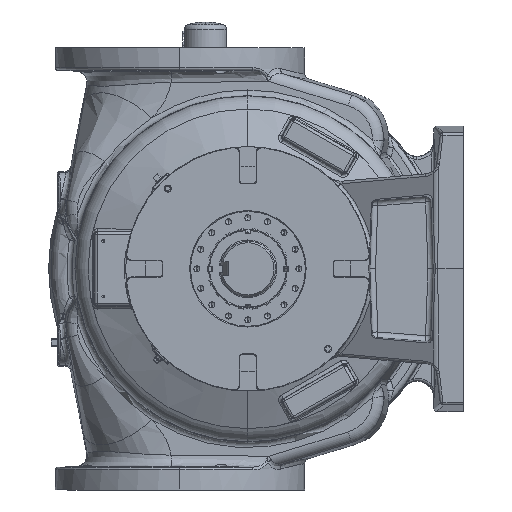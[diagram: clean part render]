
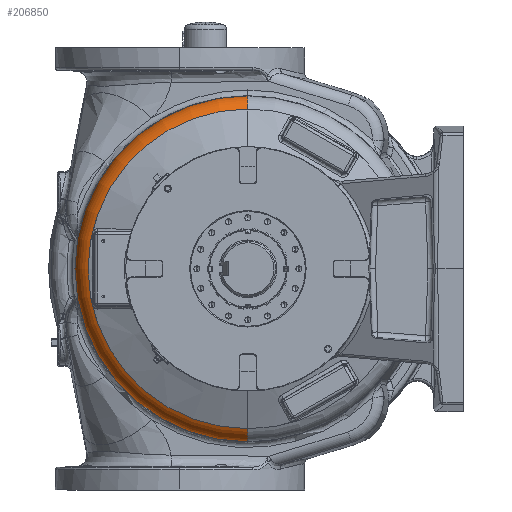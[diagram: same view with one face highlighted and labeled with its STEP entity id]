
A CAD part, left-side view. The second image highlights one B-rep face of the part: STEP entity #206850.
In plain terms, the highlighted toroidal (fillet/blend) face has major radius 168.275 mm and minor radius 25.4 mm.
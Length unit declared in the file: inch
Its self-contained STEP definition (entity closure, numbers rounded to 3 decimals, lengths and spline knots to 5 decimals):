
#4027 = ORIENTED_EDGE ( 'NONE', *, *, #169959, .F. ) ;
#4784 = DIRECTION ( 'NONE',  ( 0., 0., -1. ) ) ;
#26728 = CARTESIAN_POINT ( 'NONE',  ( -8.90191, 0., 7.625 ) ) ;
#39851 = CARTESIAN_POINT ( 'NONE',  ( -8.90191, 0., -6.625 ) ) ;
#51884 = EDGE_LOOP ( 'NONE', ( #214429, #251432, #240668, #4027 ) ) ;
#54658 = VERTEX_POINT ( 'NONE', #139022 ) ;
#58915 = CARTESIAN_POINT ( 'NONE',  ( -8.90191, 0., 0. ) ) ;
#62134 = EDGE_CURVE ( 'NONE', #69214, #54658, #249024, .T. ) ;
#62328 = DIRECTION ( 'NONE',  ( 0., 0., 1. ) ) ;
#63286 = DIRECTION ( 'NONE',  ( -1., 0., 0. ) ) ;
#69214 = VERTEX_POINT ( 'NONE', #185161 ) ;
#80054 = DIRECTION ( 'NONE',  ( 0., 0., 1. ) ) ;
#97513 = DIRECTION ( 'NONE',  ( -1., 0., 0. ) ) ;
#98994 = DIRECTION ( 'NONE',  ( 0., 0., 1. ) ) ;
#99785 = FACE_OUTER_BOUND ( 'NONE', #51884, .T. ) ;
#106299 = AXIS2_PLACEMENT_3D ( 'NONE', #113460, #97513, #217823 ) ;
#108480 = VERTEX_POINT ( 'NONE', #112236 ) ;
#112236 = CARTESIAN_POINT ( 'NONE',  ( -9.80821, 0., 7.04762 ) ) ;
#113460 = CARTESIAN_POINT ( 'NONE',  ( -8.90191, 0., 0. ) ) ;
#138417 = TOROIDAL_SURFACE ( 'NONE', #176332, 6.625, 1. ) ;
#139022 = CARTESIAN_POINT ( 'NONE',  ( -9.80821, 0., -7.04762 ) ) ;
#161013 = CIRCLE ( 'NONE', #224485, 1. ) ;
#163353 = CARTESIAN_POINT ( 'NONE',  ( -8.90191, 0., 6.625 ) ) ;
#169959 = EDGE_CURVE ( 'NONE', #212821, #108480, #161013, .T. ) ;
#176332 = AXIS2_PLACEMENT_3D ( 'NONE', #58915, #180456, #80054 ) ;
#180456 = DIRECTION ( 'NONE',  ( -1., 0., 0. ) ) ;
#181527 = AXIS2_PLACEMENT_3D ( 'NONE', #39851, #222269, #62328 ) ;
#182378 = CIRCLE ( 'NONE', #106299, 7.625 ) ;
#184290 = AXIS2_PLACEMENT_3D ( 'NONE', #260227, #63286, #98994 ) ;
#185161 = CARTESIAN_POINT ( 'NONE',  ( -8.90191, 0., -7.625 ) ) ;
#205867 = EDGE_CURVE ( 'Defeatured_0_1940+Defeatured_0_1941+Defeatured_0_2064+Defeatured_0_2051', #108480, #54658, #213714, .T. ) ;
#206850 = ADVANCED_FACE ( 'Defeatured_0_1941', ( #99785 ), #138417, .T. ) ;
#212821 = VERTEX_POINT ( 'NONE', #26728 ) ;
#213714 = CIRCLE ( 'NONE', #184290, 7.04762 ) ;
#214429 = ORIENTED_EDGE ( 'NONE', *, *, #219923, .T. ) ;
#217823 = DIRECTION ( 'NONE',  ( 0., 0., 1. ) ) ;
#219923 = EDGE_CURVE ( 'Defeatured_0_1941+Defeatured_0_1939+Defeatured_0_2063+Defeatured_0_2050', #212821, #69214, #182378, .T. ) ;
#222269 = DIRECTION ( 'NONE',  ( 0., 1., 0. ) ) ;
#224485 = AXIS2_PLACEMENT_3D ( 'NONE', #163353, #244052, #4784 ) ;
#240668 = ORIENTED_EDGE ( 'NONE', *, *, #205867, .F. ) ;
#244052 = DIRECTION ( 'NONE',  ( 0., -1., 0. ) ) ;
#249024 = CIRCLE ( 'NONE', #181527, 1. ) ;
#251432 = ORIENTED_EDGE ( 'NONE', *, *, #62134, .T. ) ;
#260227 = CARTESIAN_POINT ( 'NONE',  ( -9.80821, 0., 0. ) ) ;
